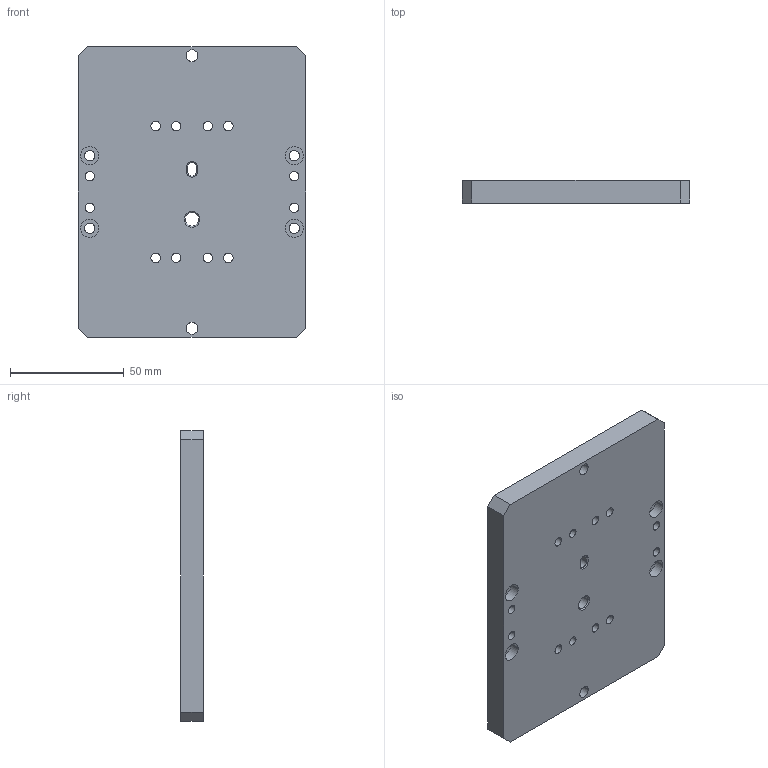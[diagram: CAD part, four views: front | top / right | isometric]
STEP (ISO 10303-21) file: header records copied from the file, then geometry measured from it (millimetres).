
FILE_DESCRIPTION((''),'2;1');
FILE_NAME('A260-JL11V-AAZJ-01','2025-06-19T19:34:09',('zhanglinhong'),(''),'CREO PARAMETRIC BY PTC INC, 2017260','CREO PARAMETRIC BY PTC INC, 2017260','');
FILE_SCHEMA(('CONFIG_CONTROL_DESIGN'));
Length unit declared in the file: millimetre
Products named in the file (1): A260-JL11V-AAZJ-01
Bounding box: 100 x 10 x 128 mm (x, y, z)
Volume: 123360.7 mm3; surface area: 32529.5 mm2
Topology: 1 solids, 1 shells, 88 faces, 222 edges, 144 vertices
Faces by surface type: cylinder 56, plane 24, cone 8
Entity records: 2808 total; most frequent: DIRECTION 518, CARTESIAN_POINT 454, ORIENTED_EDGE 444, EDGE_CURVE 222, AXIS2_PLACEMENT_3D 208, VERTEX_POINT 144, EDGE_LOOP 136, CIRCLE 120
